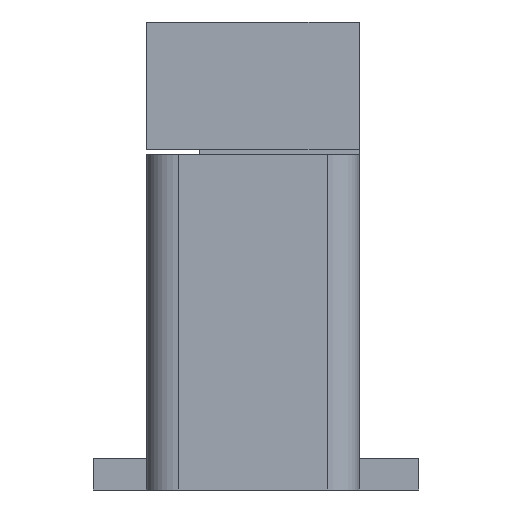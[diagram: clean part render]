
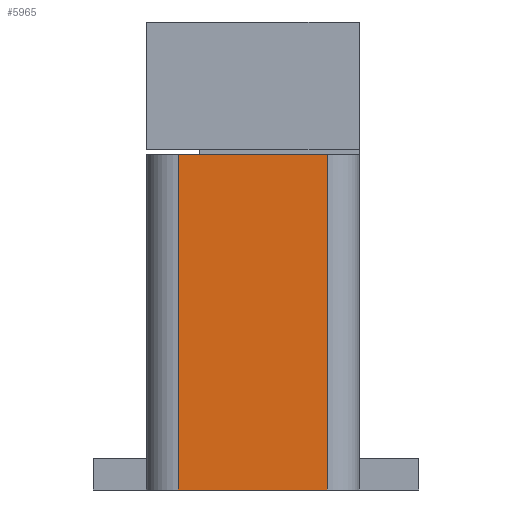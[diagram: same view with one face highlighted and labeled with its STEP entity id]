
A CAD part, left-side view. The second image highlights one B-rep face of the part: STEP entity #5965.
In plain terms, the highlighted planar face has unit normal (-1, 0, 0).
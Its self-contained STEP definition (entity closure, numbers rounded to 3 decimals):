
#278=DIRECTION('',(0.,-1.,0.));
#279=VECTOR('',#278,1.4);
#280=CARTESIAN_POINT('',(-6.75,0.7,-4.4));
#281=LINE('',#280,#279);
#545=DIRECTION('',(0.,1.,0.));
#546=VECTOR('',#545,1.4);
#547=CARTESIAN_POINT('',(-6.75,-0.7,-1.25));
#548=LINE('',#547,#546);
#549=DIRECTION('',(0.,0.,1.));
#550=VECTOR('',#549,3.15);
#551=CARTESIAN_POINT('',(-6.75,-0.7,-4.4));
#552=LINE('',#551,#550);
#553=DIRECTION('',(0.,0.,-1.));
#554=VECTOR('',#553,3.15);
#555=CARTESIAN_POINT('',(-6.75,0.7,-1.25));
#556=LINE('',#555,#554);
#4065=CARTESIAN_POINT('',(-6.75,-0.7,-1.25));
#4067=VERTEX_POINT('',#4065);
#4071=CARTESIAN_POINT('',(-6.75,-0.7,-4.4));
#4072=VERTEX_POINT('',#4071);
#4074=CARTESIAN_POINT('',(-6.75,0.7,-1.25));
#4076=VERTEX_POINT('',#4074);
#4165=CARTESIAN_POINT('',(-6.75,0.7,-4.4));
#4167=VERTEX_POINT('',#4165);
#5953=CARTESIAN_POINT('',(-6.75,-1.,-4.4));
#5954=DIRECTION('',(-1.,0.,0.));
#5955=DIRECTION('',(0.,0.,1.));
#5956=AXIS2_PLACEMENT_3D('',#5953,#5954,#5955);
#5957=PLANE('',#5956);
#5959=ORIENTED_EDGE('',*,*,#5958,.F.);
#5960=ORIENTED_EDGE('',*,*,#5761,.F.);
#5961=ORIENTED_EDGE('',*,*,#5948,.F.);
#5962=ORIENTED_EDGE('',*,*,#5703,.F.);
#5963=EDGE_LOOP('',(#5959,#5960,#5961,#5962));
#5964=FACE_OUTER_BOUND('',#5963,.F.);
#5965=ADVANCED_FACE('',(#5964),#5957,.T.);
#5703=EDGE_CURVE('',#4167,#4072,#281,.T.);
#5761=EDGE_CURVE('',#4067,#4076,#548,.T.);
#5948=EDGE_CURVE('',#4072,#4067,#552,.T.);
#5958=EDGE_CURVE('',#4076,#4167,#556,.T.);
